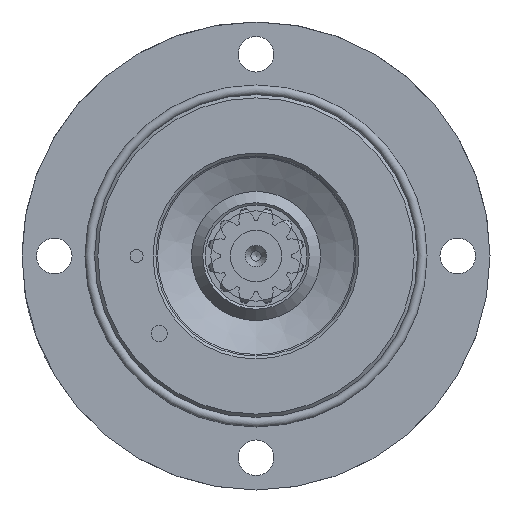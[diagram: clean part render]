
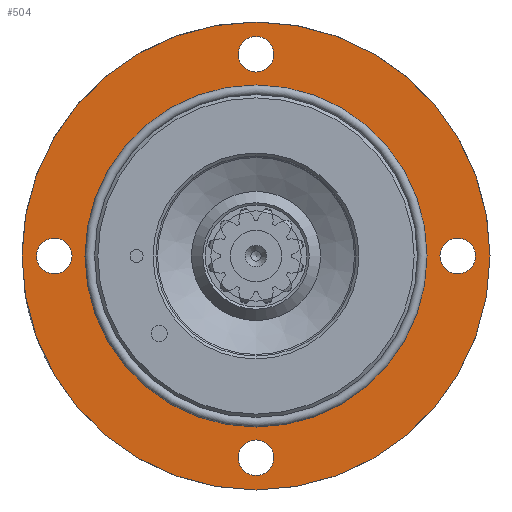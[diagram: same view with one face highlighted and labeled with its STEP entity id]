
A CAD part, left-side view. The second image highlights one B-rep face of the part: STEP entity #504.
In plain terms, the highlighted planar face has unit normal (-1, 0, 0).
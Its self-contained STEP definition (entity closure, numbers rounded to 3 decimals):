
#504 = ADVANCED_FACE( '', ( #1257, #1258, #1259, #1260, #1261, #1262 ), #1263, .F. );
#1257 = FACE_OUTER_BOUND( '', #2446, .T. );
#1258 = FACE_BOUND( '', #2447, .T. );
#1259 = FACE_BOUND( '', #2448, .T. );
#1260 = FACE_BOUND( '', #2449, .T. );
#1261 = FACE_BOUND( '', #2450, .T. );
#1262 = FACE_BOUND( '', #2451, .T. );
#1263 = PLANE( '', #2452 );
#2446 = EDGE_LOOP( '', ( #3641 ) );
#2447 = EDGE_LOOP( '', ( #3642 ) );
#2448 = EDGE_LOOP( '', ( #3643 ) );
#2449 = EDGE_LOOP( '', ( #3644 ) );
#2450 = EDGE_LOOP( '', ( #3645 ) );
#2451 = EDGE_LOOP( '', ( #3646 ) );
#2452 = AXIS2_PLACEMENT_3D( '', #3647, #3648, #3649 );
#3641 = ORIENTED_EDGE( '', *, *, #6559, .F. );
#3642 = ORIENTED_EDGE( '', *, *, #6560, .T. );
#3643 = ORIENTED_EDGE( '', *, *, #6561, .T. );
#3644 = ORIENTED_EDGE( '', *, *, #6562, .T. );
#3645 = ORIENTED_EDGE( '', *, *, #6545, .T. );
#3646 = ORIENTED_EDGE( '', *, *, #6563, .T. );
#3647 = CARTESIAN_POINT( '', ( 0., 0., 0. ) );
#3648 = DIRECTION( '', ( 1., 0., 0. ) );
#3649 = DIRECTION( '', ( 0., 0., -1. ) );
#6545 = EDGE_CURVE( '', #7686, #7686, #7687, .T. );
#6559 = EDGE_CURVE( '', #7710, #7710, #7711, .T. );
#6560 = EDGE_CURVE( '', #7712, #7712, #7713, .T. );
#6561 = EDGE_CURVE( '', #7714, #7714, #7715, .T. );
#6562 = EDGE_CURVE( '', #7716, #7716, #7717, .T. );
#6563 = EDGE_CURVE( '', #7718, #7718, #7719, .T. );
#7686 = VERTEX_POINT( '', #9373 );
#7687 = CIRCLE( '', #9374, 5.5 );
#7710 = VERTEX_POINT( '', #9412 );
#7711 = CIRCLE( '', #9413, 72.5 );
#7712 = VERTEX_POINT( '', #9414 );
#7713 = CIRCLE( '', #9415, 51.5 );
#7714 = VERTEX_POINT( '', #9416 );
#7715 = CIRCLE( '', #9417, 5.5 );
#7716 = VERTEX_POINT( '', #9418 );
#7717 = CIRCLE( '', #9419, 5.5 );
#7718 = VERTEX_POINT( '', #9420 );
#7719 = CIRCLE( '', #9421, 5.5 );
#9373 = CARTESIAN_POINT( '', ( 0., 0., -68. ) );
#9374 = AXIS2_PLACEMENT_3D( '', #12385, #12386, #12387 );
#9412 = CARTESIAN_POINT( '', ( 0., 0., -72.5 ) );
#9413 = AXIS2_PLACEMENT_3D( '', #12403, #12404, #12405 );
#9414 = CARTESIAN_POINT( '', ( 0., 0., -51.5 ) );
#9415 = AXIS2_PLACEMENT_3D( '', #12406, #12407, #12408 );
#9416 = CARTESIAN_POINT( '', ( 0., 0., 57. ) );
#9417 = AXIS2_PLACEMENT_3D( '', #12409, #12410, #12411 );
#9418 = CARTESIAN_POINT( '', ( 0., -62.5, -5.5 ) );
#9419 = AXIS2_PLACEMENT_3D( '', #12412, #12413, #12414 );
#9420 = CARTESIAN_POINT( '', ( 0., 62.5, -5.5 ) );
#9421 = AXIS2_PLACEMENT_3D( '', #12415, #12416, #12417 );
#12385 = CARTESIAN_POINT( '', ( 0., 0., -62.5 ) );
#12386 = DIRECTION( '', ( 1., 0., 0. ) );
#12387 = DIRECTION( '', ( 0., 0., -1. ) );
#12403 = CARTESIAN_POINT( '', ( 0., 0., 0. ) );
#12404 = DIRECTION( '', ( 1., 0., 0. ) );
#12405 = DIRECTION( '', ( 0., 0., -1. ) );
#12406 = CARTESIAN_POINT( '', ( 0., 0., 0. ) );
#12407 = DIRECTION( '', ( 1., 0., 0. ) );
#12408 = DIRECTION( '', ( 0., 0., -1. ) );
#12409 = CARTESIAN_POINT( '', ( 0., 0., 62.5 ) );
#12410 = DIRECTION( '', ( 1., 0., 0. ) );
#12411 = DIRECTION( '', ( 0., 0., -1. ) );
#12412 = CARTESIAN_POINT( '', ( 0., -62.5, 0. ) );
#12413 = DIRECTION( '', ( 1., 0., 0. ) );
#12414 = DIRECTION( '', ( 0., 0., -1. ) );
#12415 = CARTESIAN_POINT( '', ( 0., 62.5, 0. ) );
#12416 = DIRECTION( '', ( 1., 0., 0. ) );
#12417 = DIRECTION( '', ( 0., 0., -1. ) );
